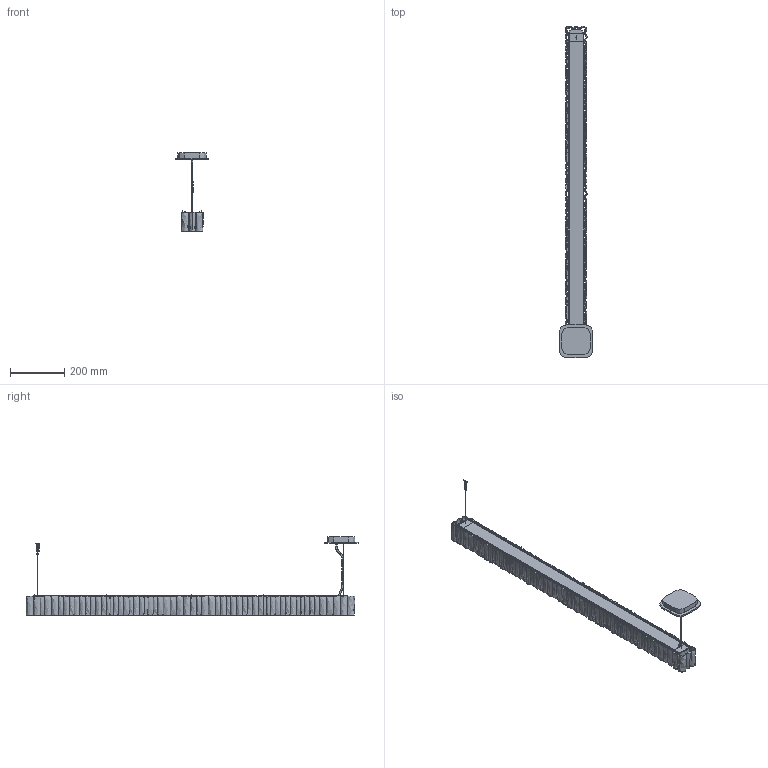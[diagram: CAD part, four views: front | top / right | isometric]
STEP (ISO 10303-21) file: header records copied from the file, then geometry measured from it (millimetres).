
FILE_DESCRIPTION(/* description */ (''),/* implementation_level */ '2;1');
FILE_NAME(/* name */ '022300_CALIPSO LINEAR 120 SUSPENSION F.0 - Rifatto',/* time_stamp */ '2019-07-23T11:39:36+02:00',/* author */ (''),/* organization */ (''),/* preprocessor_version */ 'ST-DEVELOPER v15',/* originating_system */ '',/* authorisation */ '');
FILE_SCHEMA (('AUTOMOTIVE_DESIGN'));
Products named in the file (3): Document; Blocco 02; Blocco 04
Assembly tree (2 placements, depth 2):
  Document
    Blocco 02
    Blocco 04
Bounding box: 125.05 x 1223.14 x 287.45 mm (x, y, z)
Volume: 858487 mm3; surface area: 1348745.9 mm2
Topology: 11 solids, 23 shells, 2839 faces, 8992 edges, 5933 vertices
Faces by surface type: bspline 2359, plane 480
Entity records: 183452 total; most frequent: CARTESIAN_POINT 133898, ORIENTED_EDGE 17724, EDGE_CURVE 8990, VERTEX_POINT 5931, B_SPLINE_CURVE_WITH_KNOTS 4880, EDGE_LOOP 3369, ADVANCED_FACE 2834, FACE_OUTER_BOUND 2834
